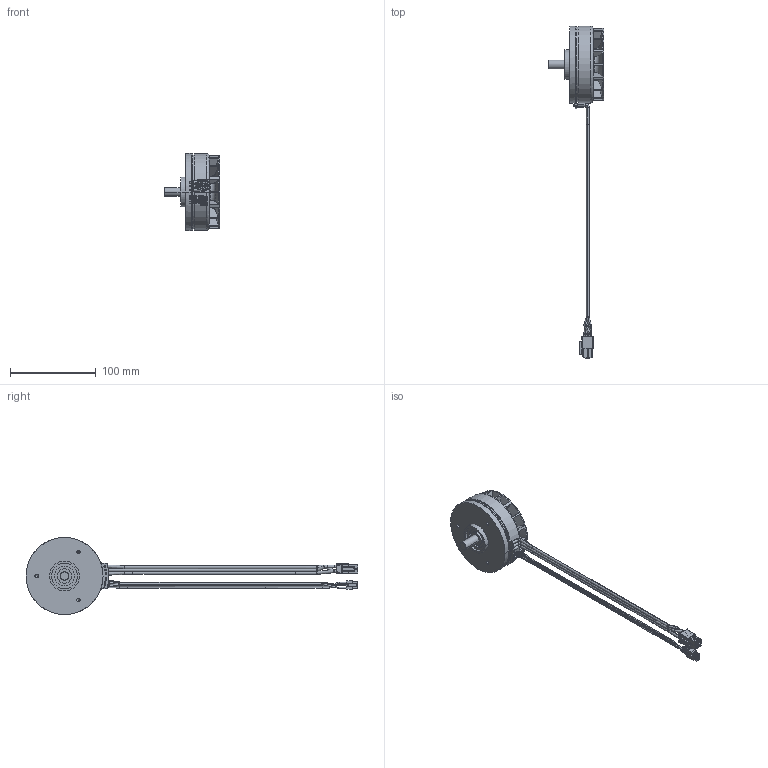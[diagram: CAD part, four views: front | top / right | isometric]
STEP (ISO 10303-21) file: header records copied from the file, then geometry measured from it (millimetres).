
FILE_DESCRIPTION((''),'2;1');
FILE_NAME('4558831','2019-02-25T',('mmagvisi'),(''),'CREO PARAMETRIC BY PTC INC, 2017300','CREO PARAMETRIC BY PTC INC, 2017300','');
FILE_SCHEMA(('CONFIG_CONTROL_DESIGN'));
Length unit declared in the file: millimetre
Products named in the file (1): 4558831
Bounding box: 64.8 x 388 x 90 mm (x, y, z)
Volume: 201935.3 mm3; surface area: 56497.6 mm2
Topology: 5 solids, 5 shells, 784 faces, 2001 edges, 1251 vertices
Faces by surface type: plane 450, cylinder 215, torus 91, cone 28
Entity records: 31083 total; most frequent: CARTESIAN_POINT 4647, DIRECTION 4084, ORIENTED_EDGE 3990, PRESENTATION_STYLE_ASSIGNMENT 2139, STYLED_ITEM 2000, CURVE_STYLE 1995, EDGE_CURVE 1995, AXIS2_PLACEMENT_3D 1363
